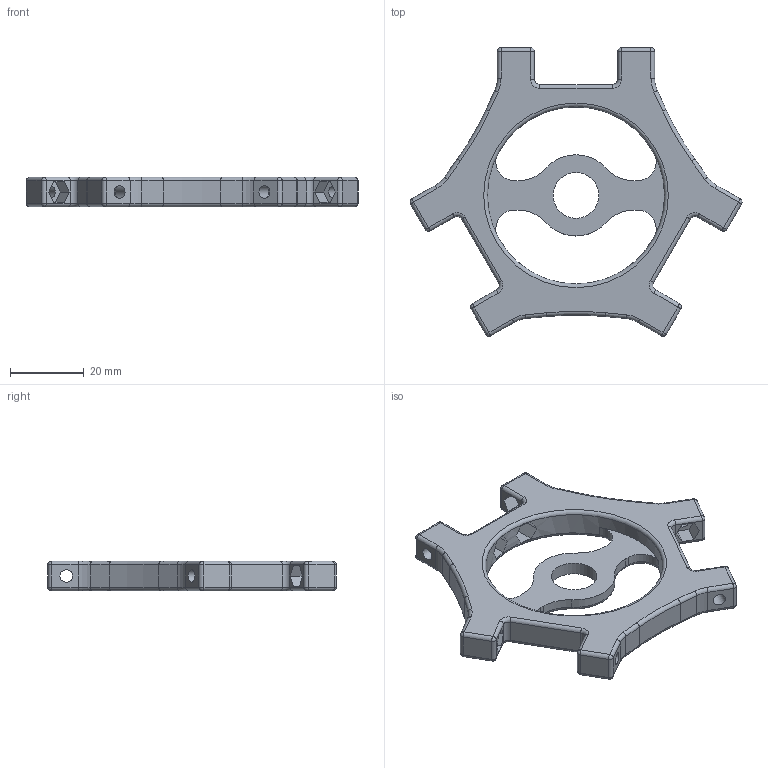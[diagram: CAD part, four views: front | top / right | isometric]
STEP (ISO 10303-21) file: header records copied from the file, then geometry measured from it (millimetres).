
FILE_DESCRIPTION(('FreeCAD Model'),'2;1');
FILE_NAME( 'Effector_E3D_New.step', '2018-08-14T13:34:51',('Author'),(''), 'Open CASCADE STEP processor 6.8','FreeCAD','Unknown');
FILE_SCHEMA(('AUTOMOTIVE_DESIGN { 1 0 10303 214 1 1 1 1 }'));
Length unit declared in the file: millimetre
Products named in the file (1): Effector_E3D_New
Bounding box: 89.95 x 78.17 x 8 mm (x, y, z)
Volume: 17777.9 mm3; surface area: 10222.1 mm2
Topology: 1 solids, 1 shells, 262 faces, 638 edges, 361 vertices
Faces by surface type: cylinder 105, plane 90, torus 43, sphere 24
Full cylindrical faces by diameter (mm): 3.4 x8, 12.4 x1, 48 x1
Entity records: 15373 total; most frequent: CARTESIAN_POINT 2996, DIRECTION 2356, ORIENTED_EDGE 1228, PCURVE 1228, DEFINITIONAL_REPRESENTATION 1228, LINE 1212, VECTOR 1212, EDGE_CURVE 614
